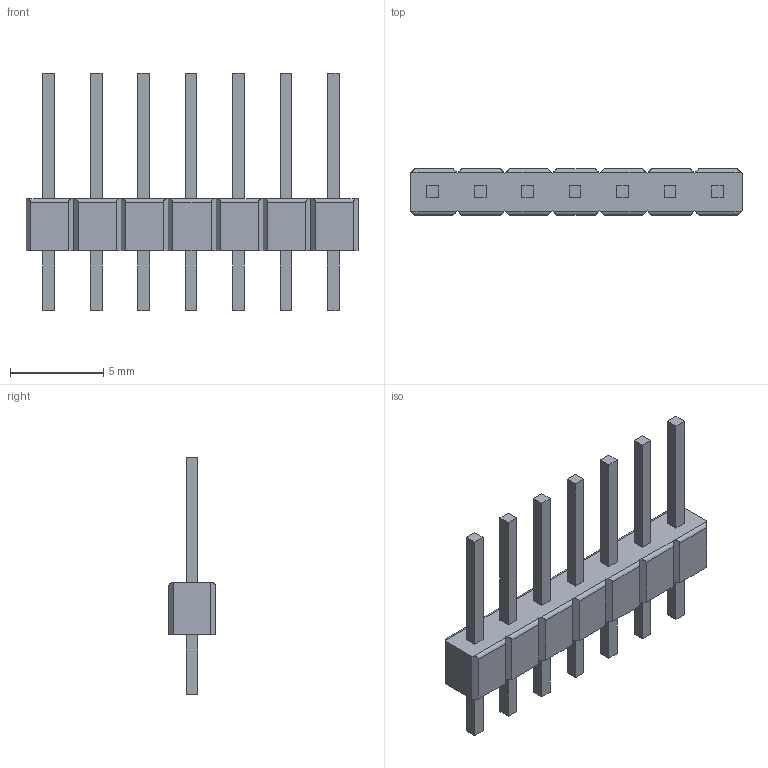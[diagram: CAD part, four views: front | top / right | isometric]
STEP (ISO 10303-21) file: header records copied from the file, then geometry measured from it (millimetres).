
FILE_DESCRIPTION((''),'2;1');
FILE_NAME('C-826629-7','2017-03-15T',('workeradm'),('Tyco Electronics Ltd.'),'CREO PARAMETRIC BY PTC INC, 2016050','CREO PARAMETRIC BY PTC INC, 2016050','');
FILE_SCHEMA(('AUTOMOTIVE_DESIGN { 1 0 10303 214 1 1 1 1 }'));
Length unit declared in the file: millimetre
Products named in the file (1): C-826629-7
Bounding box: 17.78 x 2.5 x 12.7 mm (x, y, z)
Volume: 149.3 mm3; surface area: 378 mm2
Topology: 1 solids, 1 shells, 130 faces, 342 edges, 228 vertices
Faces by surface type: plane 116, cylinder 14
Entity records: 4147 total; most frequent: CARTESIAN_POINT 803, ORIENTED_EDGE 684, DIRECTION 574, EDGE_CURVE 342, VECTOR 314, LINE 314, VERTEX_POINT 228, EDGE_LOOP 144
